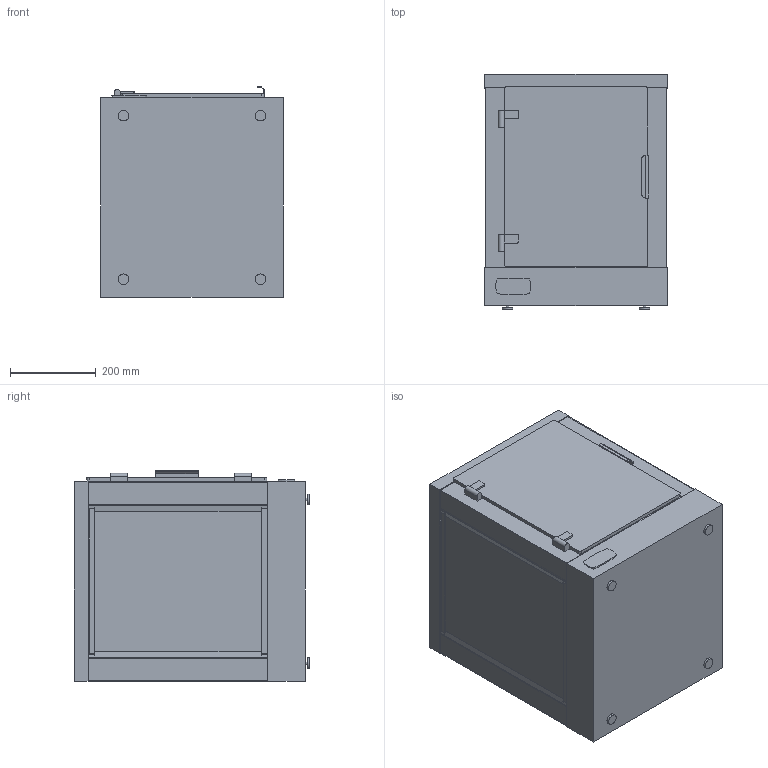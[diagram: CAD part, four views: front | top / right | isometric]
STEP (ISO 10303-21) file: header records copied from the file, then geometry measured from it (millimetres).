
FILE_DESCRIPTION(/* description */ ('vereinfachte Modell'),/* implementation_level */ '2;1');
FILE_NAME(/* name */ '3D-AKE-00047463.stp',/* time_stamp */ '2024-04-17T13:46:57+02:00',/* author */ ('julian.lux'),/* organization */ (''),/* preprocessor_version */ 'ST-DEVELOPER v18.1',/* originating_system */ 'Autodesk Inventor 2020',/* authorisation */ '');
FILE_SCHEMA (('AUTOMOTIVE_DESIGN { 1 0 10303 214 3 1 1 }'));
Length unit declared in the file: millimetre
Products named in the file (1): 3D-AKE-00047463
Bounding box: 425 x 550 x 492.5 mm (x, y, z)
Volume: 39513372.4 mm3; surface area: 4700688.4 mm2
Topology: 54 solids, 54 shells, 594 faces, 1418 edges, 940 vertices
Faces by surface type: plane 514, cylinder 72, cone 8
Full cylindrical faces by diameter (mm): 6 x16, 8 x4, 24.7 x4
Entity records: 17032 total; most frequent: CARTESIAN_POINT 2953, ORIENTED_EDGE 2836, DIRECTION 2796, EDGE_CURVE 1418, LINE 1230, VECTOR 1230, VERTEX_POINT 940, AXIS2_PLACEMENT_3D 783
